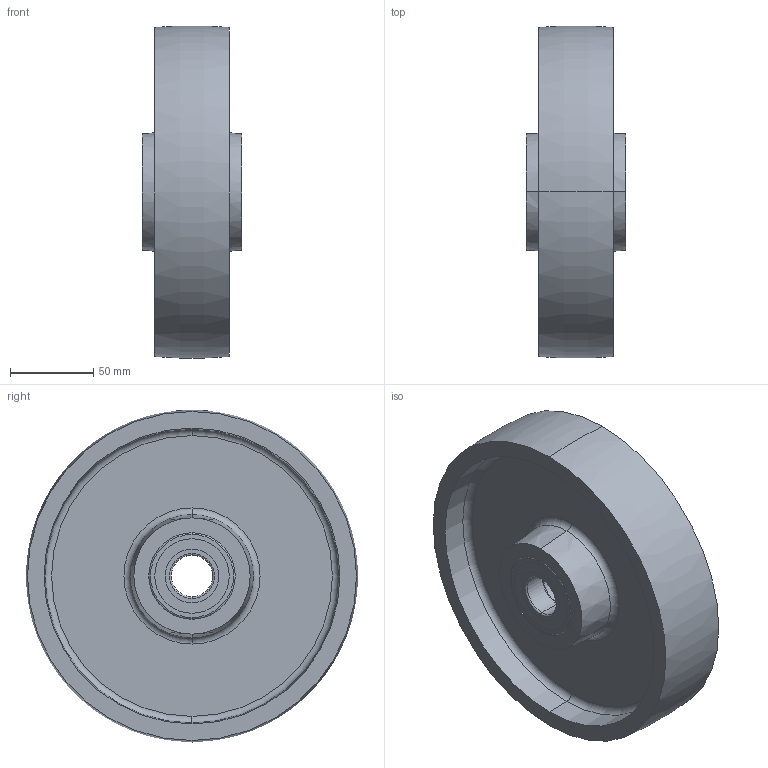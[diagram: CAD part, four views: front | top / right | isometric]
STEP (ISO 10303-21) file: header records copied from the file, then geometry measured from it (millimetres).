
FILE_DESCRIPTION (( 'STEP AP214' ), '1' );
FILE_NAME ('0039226_GGK-200-45-60-K25.STEP', '2015-04-23T12:11:51', ( '' ), ( '' ), 'SwSTEP 2.0', 'SolidWorks 2014', '' );
FILE_SCHEMA (( 'AUTOMOTIVE_DESIGN' ));
Length unit declared in the file: millimetre
Products named in the file (1): 0039226_GGK-200-45-60-K25
Bounding box: 60 x 199.78 x 199.78 mm (x, y, z)
Surface area: 127961.1 mm2 (no closed solid volume)
Topology: 0 solids, 8 shells, 64 faces, 148 edges, 98 vertices
Faces by surface type: torus 23, plane 17, cylinder 16, cone 8
Entity records: 2628 total; most frequent: DIRECTION 387, CARTESIAN_POINT 354, ORIENTED_EDGE 264, AXIS2_PLACEMENT_3D 179, EDGE_CURVE 148, CIRCLE 114, VERTEX_POINT 98, EDGE_LOOP 78
